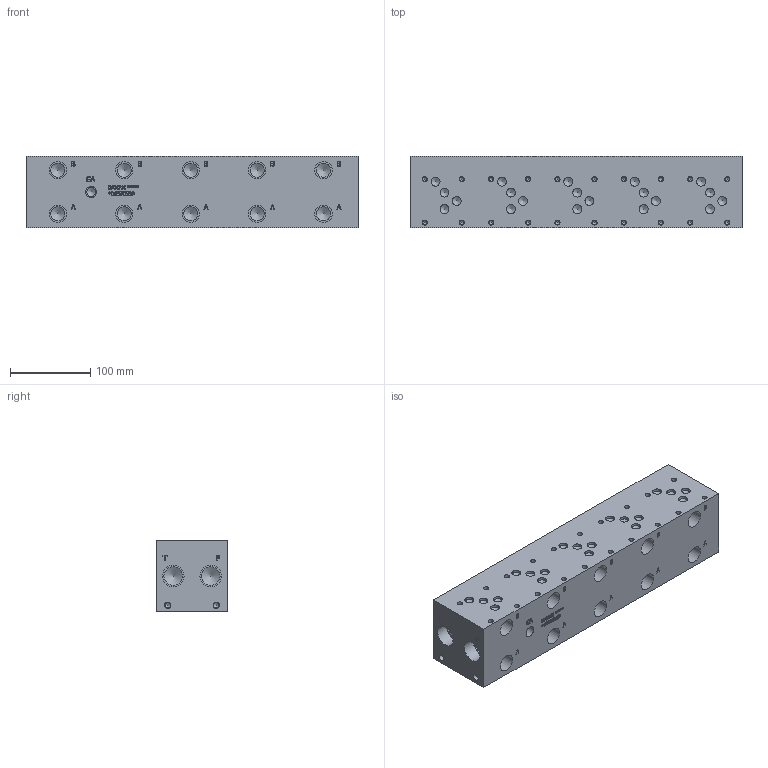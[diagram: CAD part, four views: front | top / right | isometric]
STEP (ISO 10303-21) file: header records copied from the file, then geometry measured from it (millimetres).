
FILE_DESCRIPTION(/* description */ (''),/* implementation_level */ '2;1');
FILE_NAME(/* name */ '_D05P053P.stp',/* time_stamp */ '2022-10-21T17:43:29-04:00',/* author */ ('mikeh'),/* organization */ (''),/* preprocessor_version */ 'ST-DEVELOPER v18',/* originating_system */ 'Autodesk Inventor 2020',/* authorisation */ '');
FILE_SCHEMA (('AUTOMOTIVE_DESIGN { 1 0 10303 214 3 1 1 }'));
Length unit declared in the file: millimetre
Products named in the file (1): Part_AD05P053P_3D
Bounding box: 412.75 x 88.9 x 88.9 mm (x, y, z)
Volume: 3132557.3 mm3; surface area: 193160.2 mm2
Topology: 1 solids, 1 shells, 803 faces, 2204 edges, 1502 vertices
Faces by surface type: plane 445, bspline 201, cylinder 98, cone 59
Full cylindrical faces by diameter (mm): 5.105 x20, 6.35 x20, 6.528 x4, 7.925 x4, 10.719 x1, 11.125 x20, 13.868 x1, 17.475 x10, 21.59 x10, 23.012 x4, 26.924 x4
Entity records: 26945 total; most frequent: CARTESIAN_POINT 7064, ORIENTED_EDGE 4290, DIRECTION 3302, EDGE_CURVE 2145, VERTEX_POINT 1502, LINE 1390, VECTOR 1390, EDGE_LOOP 961
